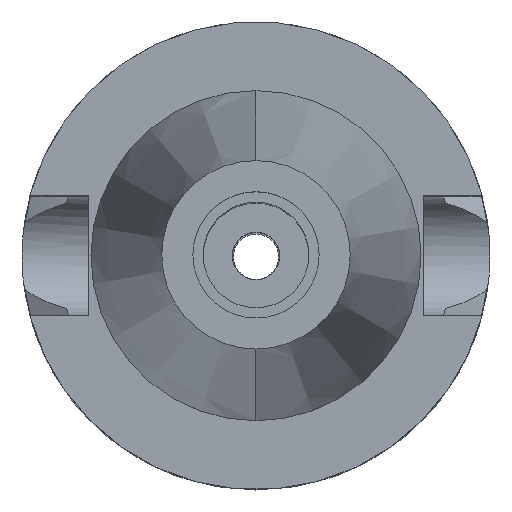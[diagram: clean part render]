
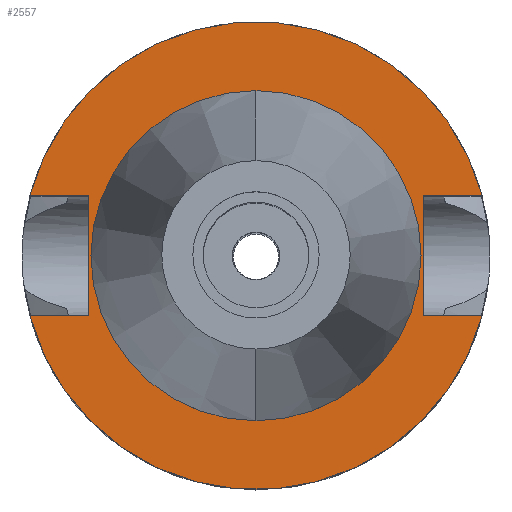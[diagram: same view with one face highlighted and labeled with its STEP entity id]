
A CAD part, top view. The second image highlights one B-rep face of the part: STEP entity #2557.
In plain terms, the highlighted planar face has unit normal (0, 0, 1).
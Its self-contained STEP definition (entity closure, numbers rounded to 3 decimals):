
#10 = CARTESIAN_POINT ( 'NONE',  ( 22.5, 8.05, -1. ) ) ;
#22 = DIRECTION ( 'NONE',  ( 0., -1., 0. ) ) ;
#23 = VERTEX_POINT ( 'NONE', #1821 ) ;
#139 = VECTOR ( 'NONE', #2616, 1000. ) ;
#332 = DIRECTION ( 'NONE',  ( -1., 0., 0. ) ) ;
#505 = CIRCLE ( 'NONE', #2152, 22.225 ) ;
#513 = ORIENTED_EDGE ( 'NONE', *, *, #2653, .F. ) ;
#546 = EDGE_CURVE ( 'NONE', #1238, #611, #505, .T. ) ;
#606 = DIRECTION ( 'NONE',  ( 0., 1., 0. ) ) ;
#611 = VERTEX_POINT ( 'NONE', #670 ) ;
#670 = CARTESIAN_POINT ( 'NONE',  ( 0., -22.225, -1. ) ) ;
#712 = DIRECTION ( 'NONE',  ( 1., 0., 0. ) ) ;
#789 = VERTEX_POINT ( 'NONE', #1347 ) ;
#798 = CARTESIAN_POINT ( 'NONE',  ( 22.5, 8.05, -1. ) ) ;
#821 = CARTESIAN_POINT ( 'NONE',  ( -22.5, -8.05, -1. ) ) ;
#822 = FACE_OUTER_BOUND ( 'NONE', #2164, .T. ) ;
#830 = CARTESIAN_POINT ( 'NONE',  ( 0., 0., -1. ) ) ;
#849 = AXIS2_PLACEMENT_3D ( 'NONE', #2510, #935, #1568 ) ;
#891 = VECTOR ( 'NONE', #712, 1000. ) ;
#934 = CIRCLE ( 'NONE', #1593, 31.5 ) ;
#935 = DIRECTION ( 'NONE',  ( 0., 0., -1. ) ) ;
#946 = EDGE_CURVE ( 'NONE', #2834, #1379, #1620, .T. ) ;
#954 = LINE ( 'NONE', #1432, #2315 ) ;
#1008 = LINE ( 'NONE', #1231, #1221 ) ;
#1144 = DIRECTION ( 'NONE',  ( 0., 0., -1. ) ) ;
#1193 = ORIENTED_EDGE ( 'NONE', *, *, #2104, .T. ) ;
#1221 = VECTOR ( 'NONE', #332, 1000. ) ;
#1227 = AXIS2_PLACEMENT_3D ( 'NONE', #1798, #1144, #22 ) ;
#1231 = CARTESIAN_POINT ( 'NONE',  ( -22.5, 8.05, -1. ) ) ;
#1232 = VERTEX_POINT ( 'NONE', #1622 ) ;
#1238 = VERTEX_POINT ( 'NONE', #2689 ) ;
#1284 = DIRECTION ( 'NONE',  ( 0., 0., -1. ) ) ;
#1290 = VERTEX_POINT ( 'NONE', #2762 ) ;
#1297 = DIRECTION ( 'NONE',  ( 0., 0., 1. ) ) ;
#1347 = CARTESIAN_POINT ( 'NONE',  ( -30.454, -8.05, -1. ) ) ;
#1363 = AXIS2_PLACEMENT_3D ( 'NONE', #1985, #1297, #1972 ) ;
#1379 = VERTEX_POINT ( 'NONE', #1614 ) ;
#1417 = CARTESIAN_POINT ( 'NONE',  ( -22.5, -8.05, -1. ) ) ;
#1432 = CARTESIAN_POINT ( 'NONE',  ( 22.5, -8.05, -1. ) ) ;
#1449 = VECTOR ( 'NONE', #1666, 1000. ) ;
#1490 = VERTEX_POINT ( 'NONE', #1676 ) ;
#1517 = EDGE_CURVE ( 'NONE', #1379, #1490, #1008, .T. ) ;
#1533 = EDGE_CURVE ( 'NONE', #1232, #789, #934, .T. ) ;
#1568 = DIRECTION ( 'NONE',  ( 0., 1., 0. ) ) ;
#1593 = AXIS2_PLACEMENT_3D ( 'NONE', #2573, #1284, #2185 ) ;
#1598 = EDGE_CURVE ( 'NONE', #611, #1238, #1962, .T. ) ;
#1614 = CARTESIAN_POINT ( 'NONE',  ( -22.5, 8.05, -1. ) ) ;
#1615 = LINE ( 'NONE', #2521, #2125 ) ;
#1620 = LINE ( 'NONE', #1417, #1449 ) ;
#1622 = CARTESIAN_POINT ( 'NONE',  ( 30.454, -8.05, -1. ) ) ;
#1629 = ORIENTED_EDGE ( 'NONE', *, *, #546, .F. ) ;
#1663 = DIRECTION ( 'NONE',  ( 0., -1., 0. ) ) ;
#1666 = DIRECTION ( 'NONE',  ( 0., 1., 0. ) ) ;
#1676 = CARTESIAN_POINT ( 'NONE',  ( -30.454, 8.05, -1. ) ) ;
#1739 = ORIENTED_EDGE ( 'NONE', *, *, #2154, .F. ) ;
#1770 = PLANE ( 'NONE',  #1227 ) ;
#1798 = CARTESIAN_POINT ( 'NONE',  ( 0., 0., -1. ) ) ;
#1821 = CARTESIAN_POINT ( 'NONE',  ( 22.5, -8.05, -1. ) ) ;
#1835 = EDGE_CURVE ( 'NONE', #23, #1232, #954, .T. ) ;
#1919 = EDGE_CURVE ( 'NONE', #2834, #789, #2606, .T. ) ;
#1962 = CIRCLE ( 'NONE', #1363, 22.225 ) ;
#1972 = DIRECTION ( 'NONE',  ( 0., -1., 0. ) ) ;
#1985 = CARTESIAN_POINT ( 'NONE',  ( 0., 0., -1. ) ) ;
#2040 = FACE_BOUND ( 'NONE', #2227, .T. ) ;
#2104 = EDGE_CURVE ( 'NONE', #2287, #1290, #2419, .T. ) ;
#2125 = VECTOR ( 'NONE', #1663, 1000. ) ;
#2140 = CARTESIAN_POINT ( 'NONE',  ( -22.5, -8.05, -1. ) ) ;
#2152 = AXIS2_PLACEMENT_3D ( 'NONE', #830, #2617, #606 ) ;
#2154 = EDGE_CURVE ( 'NONE', #1490, #1290, #2166, .T. ) ;
#2164 = EDGE_LOOP ( 'NONE', ( #2421, #2604, #2364, #513, #1193, #1739, #2417, #2448 ) ) ;
#2166 = CIRCLE ( 'NONE', #849, 31.5 ) ;
#2185 = DIRECTION ( 'NONE',  ( 0., -1., 0. ) ) ;
#2227 = EDGE_LOOP ( 'NONE', ( #1629, #2244 ) ) ;
#2244 = ORIENTED_EDGE ( 'NONE', *, *, #1598, .F. ) ;
#2287 = VERTEX_POINT ( 'NONE', #798 ) ;
#2315 = VECTOR ( 'NONE', #2329, 1000. ) ;
#2329 = DIRECTION ( 'NONE',  ( 1., 0., 0. ) ) ;
#2364 = ORIENTED_EDGE ( 'NONE', *, *, #1835, .F. ) ;
#2417 = ORIENTED_EDGE ( 'NONE', *, *, #1517, .F. ) ;
#2419 = LINE ( 'NONE', #10, #891 ) ;
#2421 = ORIENTED_EDGE ( 'NONE', *, *, #1919, .T. ) ;
#2448 = ORIENTED_EDGE ( 'NONE', *, *, #946, .F. ) ;
#2510 = CARTESIAN_POINT ( 'NONE',  ( 0., 0., -1. ) ) ;
#2521 = CARTESIAN_POINT ( 'NONE',  ( 22.5, 8.05, -1. ) ) ;
#2557 = ADVANCED_FACE ( 'NONE', ( #822, #2040 ), #1770, .F. ) ;
#2573 = CARTESIAN_POINT ( 'NONE',  ( 0., 0., -1. ) ) ;
#2604 = ORIENTED_EDGE ( 'NONE', *, *, #1533, .F. ) ;
#2606 = LINE ( 'NONE', #2140, #139 ) ;
#2616 = DIRECTION ( 'NONE',  ( -1., 0., 0. ) ) ;
#2617 = DIRECTION ( 'NONE',  ( 0., 0., 1. ) ) ;
#2653 = EDGE_CURVE ( 'NONE', #2287, #23, #1615, .T. ) ;
#2689 = CARTESIAN_POINT ( 'NONE',  ( 0., 22.225, -1. ) ) ;
#2762 = CARTESIAN_POINT ( 'NONE',  ( 30.454, 8.05, -1. ) ) ;
#2834 = VERTEX_POINT ( 'NONE', #821 ) ;
